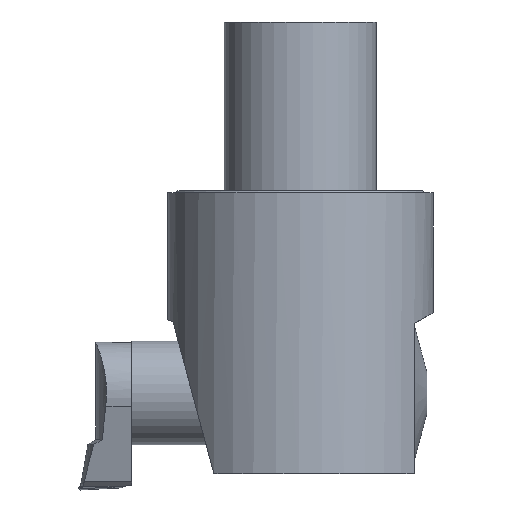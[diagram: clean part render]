
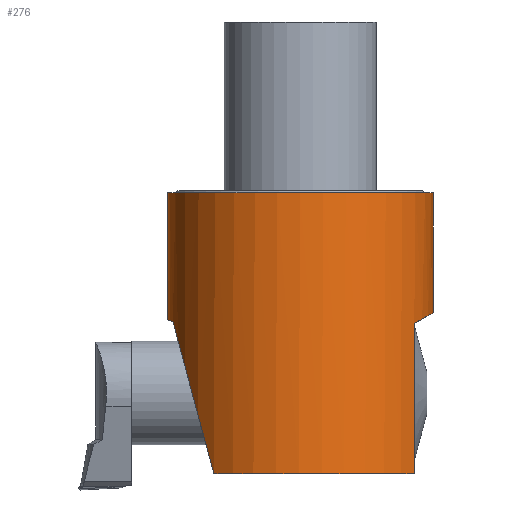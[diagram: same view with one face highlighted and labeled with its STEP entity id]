
A CAD part, front view. The second image highlights one B-rep face of the part: STEP entity #276.
In plain terms, the highlighted cylindrical face has radius 31.5 mm (diameter 63 mm), a full revolution.
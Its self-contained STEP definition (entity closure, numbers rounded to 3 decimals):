
#229=EDGE_CURVE('240[2]',#664,#665,#666,.T.);
#235=EDGE_CURVE('240[2]',#676,#677,#678,.T.);
#276=ADVANCED_FACE('240[2]',(#747,#748),#749,.T.);
#284=EDGE_CURVE('240[2]',#762,#676,#763,.T.);
#377=EDGE_CURVE('240[2]',#894,#758,#895,.T.);
#392=EDGE_CURVE('240[2]',#894,#762,#914,.T.);
#429=EDGE_CURVE('240[2]',#759,#664,#964,.T.);
#455=EDGE_CURVE('240[2]',#759,#677,#996,.T.);
#462=EDGE_CURVE('240[2]',#1004,#1004,#1005,.T.);
#542=EDGE_CURVE('240[2]',#665,#758,#1106,.T.);
#664=VERTEX_POINT('',#1251);
#665=VERTEX_POINT('',#1252);
#666=ELLIPSE('',#1253,36.373,31.5);
#676=VERTEX_POINT('',#1268);
#677=VERTEX_POINT('',#1269);
#678=ELLIPSE('',#1270,121.707,31.5);
#747=FACE_BOUND('',#1381,.T.);
#748=FACE_BOUND('',#1382,.T.);
#749=CYLINDRICAL_SURFACE('',#1383,31.5);
#758=VERTEX_POINT('',#1397);
#759=VERTEX_POINT('',#1398);
#762=VERTEX_POINT('',#1403);
#763=ELLIPSE('',#1404,32.611,31.5);
#894=VERTEX_POINT('',#1593);
#895=CIRCLE('',#1594,31.5);
#914=ELLIPSE('',#1623,121.707,31.5);
#964=LINE('',#1722,#1723);
#996=CIRCLE('',#1770,31.5);
#1004=VERTEX_POINT('',#1784);
#1005=CIRCLE('',#1785,31.5);
#1106=LINE('',#1954,#1955);
#1251=CARTESIAN_POINT('',(27.05,-16.141,-31.5));
#1252=CARTESIAN_POINT('',(27.05,16.141,-31.5));
#1253=AXIS2_PLACEMENT_3D('',#2198,#2199,#2200);
#1268=CARTESIAN_POINT('',(-30.2,-8.956,-31.0));
#1269=CARTESIAN_POINT('',(-20.5,-23.916,-67.2));
#1270=AXIS2_PLACEMENT_3D('',#2203,#2204,#2205);
#1381=EDGE_LOOP('',(#2252));
#1382=EDGE_LOOP('',(#2253,#2254,#2255,#2256,#2257,#2258,#2259,#2260));
#1383=AXIS2_PLACEMENT_3D('',#2261,#2262,#2263);
#1397=CARTESIAN_POINT('',(27.05,16.141,-67.2));
#1398=CARTESIAN_POINT('',(27.05,-16.141,-67.2));
#1403=CARTESIAN_POINT('',(-30.2,8.956,-31.0));
#1404=AXIS2_PLACEMENT_3D('',#2267,#2268,#2269);
#1593=CARTESIAN_POINT('',(-20.5,23.916,-67.2));
#1594=AXIS2_PLACEMENT_3D('',#2437,#2438,#2439);
#1623=AXIS2_PLACEMENT_3D('',#2457,#2458,#2459);
#1722=CARTESIAN_POINT('',(27.05,-16.141,-49.35));
#1723=VECTOR('',#2525,1.0);
#1770=AXIS2_PLACEMENT_3D('',#2566,#2567,#2568);
#1784=CARTESIAN_POINT('',(-31.5,0.,-0.5));
#1785=AXIS2_PLACEMENT_3D('',#2578,#2579,#2580);
#1954=CARTESIAN_POINT('',(27.05,16.141,-49.35));
#1955=VECTOR('',#2693,1.0);
#2198=CARTESIAN_POINT('',(0.,0.,-47.117));
#2199=DIRECTION('',(-0.5,0.,0.866));
#2200=DIRECTION('',(-0.866,0.,-0.5));
#2203=CARTESIAN_POINT('',(0.,0.,-143.708));
#2204=DIRECTION('',(0.966,0.,0.259));
#2205=DIRECTION('',(-0.259,0.,0.966));
#2252=ORIENTED_EDGE('',*,*,#462,.T.);
#2253=ORIENTED_EDGE('',*,*,#542,.T.);
#2254=ORIENTED_EDGE('',*,*,#377,.F.);
#2255=ORIENTED_EDGE('',*,*,#392,.T.);
#2256=ORIENTED_EDGE('',*,*,#284,.T.);
#2257=ORIENTED_EDGE('',*,*,#235,.T.);
#2258=ORIENTED_EDGE('',*,*,#455,.F.);
#2259=ORIENTED_EDGE('',*,*,#429,.T.);
#2260=ORIENTED_EDGE('',*,*,#229,.T.);
#2261=CARTESIAN_POINT('',(0.,0.,-33.85));
#2262=DIRECTION('',(0.,0.,1.0));
#2263=DIRECTION('',(-1.0,0.,0.));
#2267=CARTESIAN_POINT('',(0.,0.,-39.092));
#2268=DIRECTION('',(0.259,0.,0.966));
#2269=DIRECTION('',(-0.966,0.,0.259));
#2437=CARTESIAN_POINT('',(0.,0.,-67.2));
#2438=DIRECTION('',(0.,0.,-1.0));
#2439=DIRECTION('',(-1.0,0.,0.));
#2457=CARTESIAN_POINT('',(0.,0.,-143.708));
#2458=DIRECTION('',(0.966,0.,0.259));
#2459=DIRECTION('',(-0.259,0.,0.966));
#2525=DIRECTION('',(0.,0.,1.0));
#2566=CARTESIAN_POINT('',(0.,0.,-67.2));
#2567=DIRECTION('',(0.,0.,-1.0));
#2568=DIRECTION('',(-1.0,0.,0.));
#2578=CARTESIAN_POINT('',(0.,0.,-0.5));
#2579=DIRECTION('',(0.,0.,-1.0));
#2580=DIRECTION('',(-1.0,0.,0.));
#2693=DIRECTION('',(0.,0.,-1.0));
